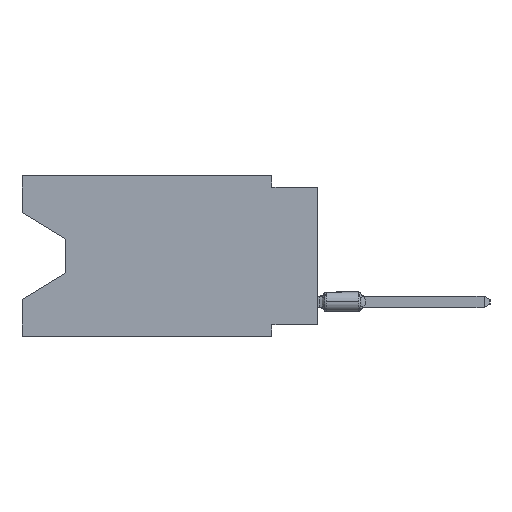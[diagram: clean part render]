
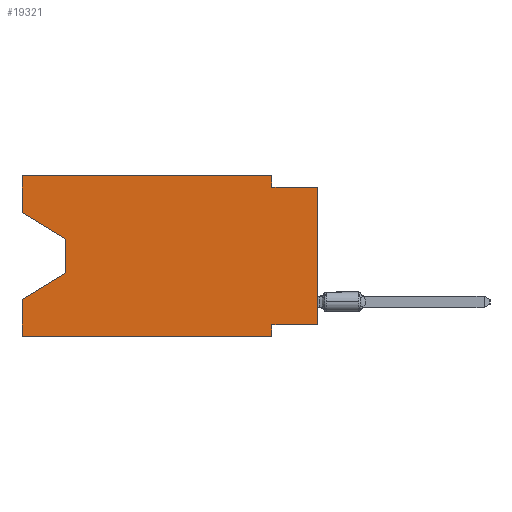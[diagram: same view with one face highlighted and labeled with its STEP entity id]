
A CAD part, left-side view. The second image highlights one B-rep face of the part: STEP entity #19321.
In plain terms, the highlighted planar face has unit normal (-1, 0, 0).
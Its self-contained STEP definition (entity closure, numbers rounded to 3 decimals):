
#85 = ORIENTED_EDGE ( 'NONE', *, *, #9120, .F. ) ;
#225 = LINE ( 'NONE', #18698, #17563 ) ;
#302 = CARTESIAN_POINT ( 'NONE',  ( 0., 13.97, -3.505 ) ) ;
#844 = LINE ( 'NONE', #6856, #22170 ) ;
#2152 = EDGE_CURVE ( 'NONE', #23403, #11095, #23777, .T. ) ;
#2319 = VERTEX_POINT ( 'NONE', #18638 ) ;
#3268 = FACE_OUTER_BOUND ( 'NONE', #18024, .T. ) ;
#3302 = DIRECTION ( 'NONE',  ( 0., 0., -1. ) ) ;
#3513 = DIRECTION ( 'NONE',  ( 0., 0., -1. ) ) ;
#3688 = DIRECTION ( 'NONE',  ( 0., -0.855, -0.519 ) ) ;
#4154 = LINE ( 'NONE', #5889, #22944 ) ;
#4288 = ORIENTED_EDGE ( 'NONE', *, *, #5090, .F. ) ;
#4375 = VECTOR ( 'NONE', #15458, 1000. ) ;
#4790 = VECTOR ( 'NONE', #8790, 1000. ) ;
#4999 = DIRECTION ( 'NONE',  ( 0., 0., 1. ) ) ;
#5090 = EDGE_CURVE ( 'NONE', #24065, #6074, #844, .T. ) ;
#5226 = DIRECTION ( 'NONE',  ( 0., -1., 0. ) ) ;
#5353 = PLANE ( 'NONE',  #22664 ) ;
#5756 = ORIENTED_EDGE ( 'NONE', *, *, #11744, .T. ) ;
#5806 = EDGE_CURVE ( 'NONE', #23272, #15476, #21373, .T. ) ;
#5889 = CARTESIAN_POINT ( 'NONE',  ( 0., 0., 0. ) ) ;
#5963 = CARTESIAN_POINT ( 'NONE',  ( 0., 2.54, -8.89 ) ) ;
#6074 = VERTEX_POINT ( 'NONE', #19276 ) ;
#6738 = CARTESIAN_POINT ( 'NONE',  ( 0., 13.97, -3.505 ) ) ;
#6856 = CARTESIAN_POINT ( 'NONE',  ( 0., 0., -0.635 ) ) ;
#7116 = LINE ( 'NONE', #22114, #11399 ) ;
#7275 = EDGE_CURVE ( 'NONE', #23403, #6074, #4154, .T. ) ;
#7557 = VECTOR ( 'NONE', #14970, 1000. ) ;
#7961 = LINE ( 'NONE', #10374, #4375 ) ;
#7978 = DIRECTION ( 'NONE',  ( 0., 0., 1. ) ) ;
#8624 = LINE ( 'NONE', #16133, #16842 ) ;
#8790 = DIRECTION ( 'NONE',  ( 0., 1., 0. ) ) ;
#8837 = DIRECTION ( 'NONE',  ( 0., 0.855, -0.519 ) ) ;
#8914 = ORIENTED_EDGE ( 'NONE', *, *, #20675, .F. ) ;
#9060 = VECTOR ( 'NONE', #5226, 1000. ) ;
#9120 = EDGE_CURVE ( 'NONE', #2319, #24001, #20134, .T. ) ;
#9157 = ORIENTED_EDGE ( 'NONE', *, *, #2152, .F. ) ;
#9237 = EDGE_CURVE ( 'NONE', #2319, #22327, #24296, .T. ) ;
#9511 = LINE ( 'NONE', #17010, #16577 ) ;
#9737 = ORIENTED_EDGE ( 'NONE', *, *, #18857, .T. ) ;
#10374 = CARTESIAN_POINT ( 'NONE',  ( 0., 2.54, -8.89 ) ) ;
#11048 = VERTEX_POINT ( 'NONE', #19721 ) ;
#11095 = VERTEX_POINT ( 'NONE', #15054 ) ;
#11399 = VECTOR ( 'NONE', #8837, 1000. ) ;
#11744 = EDGE_CURVE ( 'NONE', #15476, #24001, #7116, .T. ) ;
#11919 = ORIENTED_EDGE ( 'NONE', *, *, #23423, .F. ) ;
#11997 = ORIENTED_EDGE ( 'NONE', *, *, #7275, .T. ) ;
#12546 = DIRECTION ( 'NONE',  ( 0., -1., 0. ) ) ;
#12874 = CARTESIAN_POINT ( 'NONE',  ( 0., 16.383, 0. ) ) ;
#14175 = ORIENTED_EDGE ( 'NONE', *, *, #16955, .F. ) ;
#14629 = CARTESIAN_POINT ( 'NONE',  ( 0., 16.383, 0. ) ) ;
#14970 = DIRECTION ( 'NONE',  ( 0., -1., 0. ) ) ;
#15054 = CARTESIAN_POINT ( 'NONE',  ( 0., 2.54, -8.255 ) ) ;
#15458 = DIRECTION ( 'NONE',  ( 0., 0., -1. ) ) ;
#15476 = VERTEX_POINT ( 'NONE', #18346 ) ;
#16133 = CARTESIAN_POINT ( 'NONE',  ( 0., 16.383, 0. ) ) ;
#16291 = CARTESIAN_POINT ( 'NONE',  ( 0., 16.383, 0. ) ) ;
#16419 = CARTESIAN_POINT ( 'NONE',  ( 0., 0., -8.255 ) ) ;
#16577 = VECTOR ( 'NONE', #22525, 1000. ) ;
#16842 = VECTOR ( 'NONE', #19572, 1000. ) ;
#16955 = EDGE_CURVE ( 'NONE', #11048, #20470, #8624, .T. ) ;
#17010 = CARTESIAN_POINT ( 'NONE',  ( 0., 2.54, 0. ) ) ;
#17049 = CARTESIAN_POINT ( 'NONE',  ( 0., 16.383, -8.89 ) ) ;
#17563 = VECTOR ( 'NONE', #3688, 1000. ) ;
#17617 = VERTEX_POINT ( 'NONE', #22090 ) ;
#18024 = EDGE_LOOP ( 'NONE', ( #9737, #18665, #5756, #85, #22824, #8914, #9157, #11997, #4288, #23290, #11919, #14175 ) ) ;
#18346 = CARTESIAN_POINT ( 'NONE',  ( 0., 13.97, -5.385 ) ) ;
#18564 = VECTOR ( 'NONE', #4999, 1000. ) ;
#18638 = CARTESIAN_POINT ( 'NONE',  ( 0., 16.383, -8.89 ) ) ;
#18665 = ORIENTED_EDGE ( 'NONE', *, *, #5806, .T. ) ;
#18698 = CARTESIAN_POINT ( 'NONE',  ( 0., 16.383, -2.038 ) ) ;
#18857 = EDGE_CURVE ( 'NONE', #11048, #23272, #225, .T. ) ;
#19164 = CARTESIAN_POINT ( 'NONE',  ( 0., 16.383, -6.852 ) ) ;
#19276 = CARTESIAN_POINT ( 'NONE',  ( 0., 0., -0.635 ) ) ;
#19321 = ADVANCED_FACE ( 'NONE', ( #3268 ), #5353, .F. ) ;
#19572 = DIRECTION ( 'NONE',  ( 0., 0., 1. ) ) ;
#19721 = CARTESIAN_POINT ( 'NONE',  ( 0., 16.383, -2.038 ) ) ;
#19871 = CARTESIAN_POINT ( 'NONE',  ( 0., 16.383, 0. ) ) ;
#20134 = LINE ( 'NONE', #19871, #18564 ) ;
#20217 = LINE ( 'NONE', #16291, #9060 ) ;
#20352 = DIRECTION ( 'NONE',  ( 1., 0., 0. ) ) ;
#20470 = VERTEX_POINT ( 'NONE', #14629 ) ;
#20675 = EDGE_CURVE ( 'NONE', #11095, #22327, #7961, .T. ) ;
#20899 = EDGE_CURVE ( 'NONE', #17617, #24065, #9511, .T. ) ;
#21373 = LINE ( 'NONE', #6738, #21398 ) ;
#21398 = VECTOR ( 'NONE', #3302, 1000. ) ;
#21939 = CARTESIAN_POINT ( 'NONE',  ( 0., 0., -8.255 ) ) ;
#22090 = CARTESIAN_POINT ( 'NONE',  ( 0., 2.54, 0. ) ) ;
#22114 = CARTESIAN_POINT ( 'NONE',  ( 0., 13.97, -5.385 ) ) ;
#22170 = VECTOR ( 'NONE', #12546, 1000. ) ;
#22327 = VERTEX_POINT ( 'NONE', #5963 ) ;
#22525 = DIRECTION ( 'NONE',  ( 0., 0., -1. ) ) ;
#22664 = AXIS2_PLACEMENT_3D ( 'NONE', #12874, #20352, #3513 ) ;
#22725 = CARTESIAN_POINT ( 'NONE',  ( 0., 2.54, -0.635 ) ) ;
#22824 = ORIENTED_EDGE ( 'NONE', *, *, #9237, .T. ) ;
#22944 = VECTOR ( 'NONE', #7978, 1000. ) ;
#23272 = VERTEX_POINT ( 'NONE', #302 ) ;
#23290 = ORIENTED_EDGE ( 'NONE', *, *, #20899, .F. ) ;
#23403 = VERTEX_POINT ( 'NONE', #16419 ) ;
#23423 = EDGE_CURVE ( 'NONE', #20470, #17617, #20217, .T. ) ;
#23777 = LINE ( 'NONE', #21939, #4790 ) ;
#24001 = VERTEX_POINT ( 'NONE', #19164 ) ;
#24065 = VERTEX_POINT ( 'NONE', #22725 ) ;
#24296 = LINE ( 'NONE', #17049, #7557 ) ;
